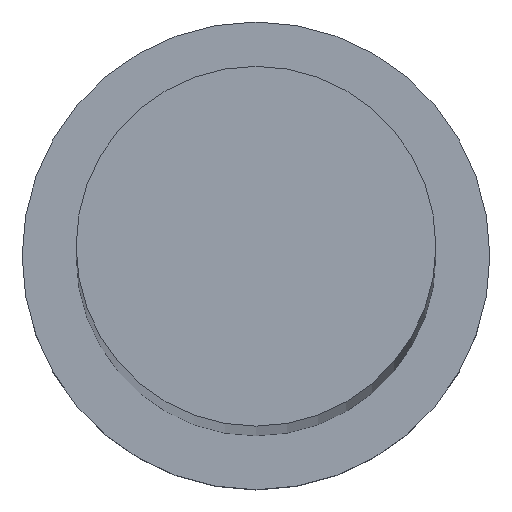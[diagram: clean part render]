
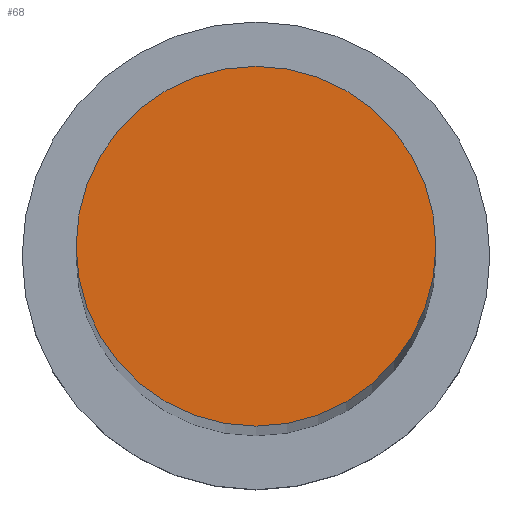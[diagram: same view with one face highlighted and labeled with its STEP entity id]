
A CAD part, top view. The second image highlights one B-rep face of the part: STEP entity #68.
In plain terms, the highlighted planar face has unit normal (0, 0, 1).
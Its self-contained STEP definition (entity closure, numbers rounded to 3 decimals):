
#14 = EDGE_CURVE ( 'NONE', #43, #228, #47, .T. ) ;
#26 = DIRECTION ( 'NONE',  ( 0., 0., 1. ) ) ;
#27 = ORIENTED_EDGE ( 'NONE', *, *, #14, .T. ) ;
#43 = VERTEX_POINT ( 'NONE', #120 ) ;
#47 = CIRCLE ( 'NONE', #194, 10. ) ;
#52 = CARTESIAN_POINT ( 'NONE',  ( 0., 0., 315. ) ) ;
#68 = ADVANCED_FACE ( 'NONE', ( #94 ), #234, .T. ) ;
#94 = FACE_OUTER_BOUND ( 'NONE', #225, .T. ) ;
#101 = CARTESIAN_POINT ( 'NONE',  ( 0., 0., 315. ) ) ;
#120 = CARTESIAN_POINT ( 'NONE',  ( 10., 0., 315. ) ) ;
#121 = AXIS2_PLACEMENT_3D ( 'NONE', #52, #173, #156 ) ;
#132 = DIRECTION ( 'NONE',  ( 0., 0., 1. ) ) ;
#154 = CIRCLE ( 'NONE', #168, 10. ) ;
#156 = DIRECTION ( 'NONE',  ( 1., 0., 0. ) ) ;
#166 = ORIENTED_EDGE ( 'NONE', *, *, #207, .T. ) ;
#168 = AXIS2_PLACEMENT_3D ( 'NONE', #101, #26, #183 ) ;
#173 = DIRECTION ( 'NONE',  ( 0., 0., 1. ) ) ;
#183 = DIRECTION ( 'NONE',  ( 1., 0., 0. ) ) ;
#190 = CARTESIAN_POINT ( 'NONE',  ( -10., 0., 315. ) ) ;
#193 = DIRECTION ( 'NONE',  ( 1., 0., 0. ) ) ;
#194 = AXIS2_PLACEMENT_3D ( 'NONE', #215, #132, #193 ) ;
#207 = EDGE_CURVE ( 'NONE', #228, #43, #154, .T. ) ;
#215 = CARTESIAN_POINT ( 'NONE',  ( 0., 0., 315. ) ) ;
#225 = EDGE_LOOP ( 'NONE', ( #166, #27 ) ) ;
#228 = VERTEX_POINT ( 'NONE', #190 ) ;
#234 = PLANE ( 'NONE',  #121 ) ;
